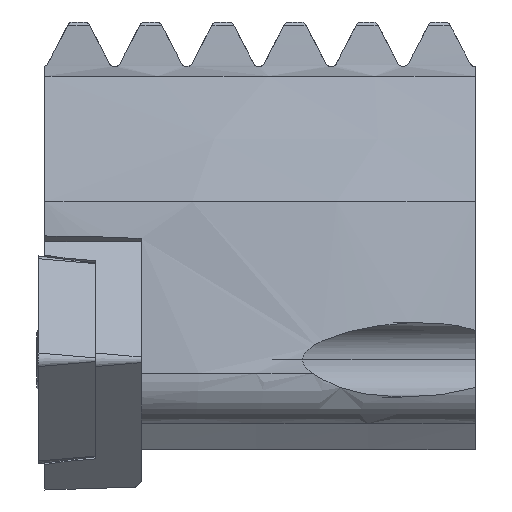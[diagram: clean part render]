
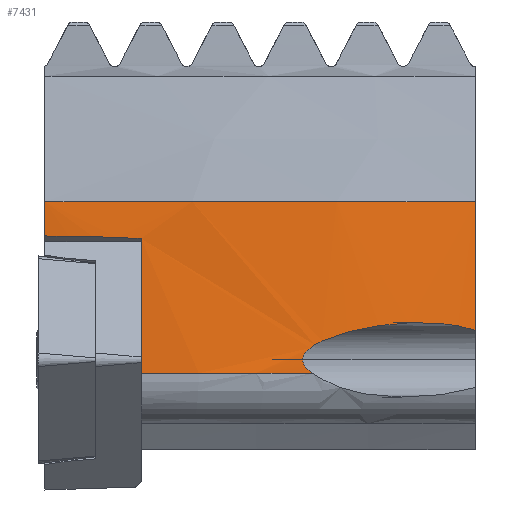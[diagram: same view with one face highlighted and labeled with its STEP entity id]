
A CAD part, left-side view. The second image highlights one B-rep face of the part: STEP entity #7431.
In plain terms, the highlighted cylindrical face has radius 88.1 mm (diameter 176.2 mm), a partial arc.
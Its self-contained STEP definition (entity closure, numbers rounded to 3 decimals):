
#3293=EDGE_CURVE('NONE',#3435,#4889,#8582,.F.);
#3425=VERTEX_POINT('NONE',#8725);
#3435=VERTEX_POINT('NONE',#8735);
#3655=VERTEX_POINT('NONE',#8968);
#4089=VERTEX_POINT('NONE',#9440);
#4667=VERTEX_POINT('NONE',#10072);
#4889=VERTEX_POINT('NONE',#10319);
#4955=EDGE_CURVE('NONE',#3655,#4089,#10392,.F.);
#5305=EDGE_CURVE('NONE',#3425,#4667,#10777,.F.);
#5683=EDGE_CURVE('NONE',#4667,#6937,#11198,.F.);
#5919=EDGE_CURVE('NONE',#3655,#4889,#11462,.F.);
#6013=VERTEX_POINT('NONE',#11568);
#6041=EDGE_CURVE('NONE',#4089,#6937,#11598,.T.);
#6167=EDGE_CURVE('NONE',#6013,#3425,#11735,.F.);
#6937=VERTEX_POINT('NONE',#12566);
#7431=ADVANCED_FACE('NONE',(#13121),#13122,.T.);
#7555=EDGE_CURVE('NONE',#3435,#6013,#13262,.T.);
#8582=CIRCLE('',#15825,88.1);
#8725=CARTESIAN_POINT('',(-3.1,-21.644,0.));
#8735=CARTESIAN_POINT('',(1.891,-36.0,13.15));
#8968=CARTESIAN_POINT('',(-5.8,-0.2,10.3));
#9440=CARTESIAN_POINT('',(-5.418,-8.2,10.079));
#10072=CARTESIAN_POINT('',(-2.893,-22.443,-1.113));
#10319=CARTESIAN_POINT('',(-5.8,-0.2,13.15));
#10392=ELLIPSE('',#22070,101.729,88.1);
#10777=B_SPLINE_CURVE_WITH_KNOTS('',3,(#23538,#23539,#23540,#23541,#23542,#23543,#23544,#23545,#23546,#23547,#23548,#23549,#23550,#23551,#23552,#23553,#23554,#23555,#23556,#23557,#23558,#23559),.UNSPECIFIED.,.F.,.F.,(4,2,2,2,2,2,2,2,2,2,4),(0.0,1.404,2.106,2.808,3.313,3.565,3.818,4.071,4.323,4.828,5.53),.UNSPECIFIED.);
#11198=CIRCLE('',#25102,88.1);
#11462=LINE('',#25923,#25924);
#11568=CARTESIAN_POINT('',(1.891,-36.0,2.456));
#11598=LINE('',#26346,#26347);
#11735=B_SPLINE_CURVE_WITH_KNOTS('',3,(#26831,#26832,#26833,#26834,#26835,#26836,#26837,#26838,#26839,#26840,#26841,#26842,#26843,#26844,#26845,#26846,#26847,#26848,#26849,#26850,#26851,#26852,#26853,#26854,#26855,#26856,#26857,#26858,#26859,#26860,#26861,#26862,#26863,#26864,#26865,#26866),.UNSPECIFIED.,.F.,.F.,(4,2,2,2,2,2,2,2,2,2,2,2,2,2,2,2,2,4),(16.566,17.311,18.055,18.395,18.735,19.074,19.414,20.159,20.903,21.789,22.676,24.448,27.993,30.362,32.731,33.916,35.1,36.285),.UNSPECIFIED.);
#12566=CARTESIAN_POINT('',(-5.418,-8.2,-1.113));
#13121=FACE_OUTER_BOUND('',#31790,.T.);
#13122=CYLINDRICAL_SURFACE('',#31791,88.1);
#13262=LINE('',#32413,#32414);
#15825=AXIS2_PLACEMENT_3D('',#34146,#34147,#34148);
#22070=AXIS2_PLACEMENT_3D('',#35850,#35851,#35852);
#23538=CARTESIAN_POINT('',(-2.265,-24.706,-2.117));
#23539=CARTESIAN_POINT('',(-2.39,-24.276,-1.982));
#23540=CARTESIAN_POINT('',(-2.523,-23.808,-1.816));
#23541=CARTESIAN_POINT('',(-2.709,-23.135,-1.513));
#23542=CARTESIAN_POINT('',(-2.768,-22.915,-1.402));
#23543=CARTESIAN_POINT('',(-2.879,-22.501,-1.158));
#23544=CARTESIAN_POINT('',(-2.93,-22.306,-1.026));
#23545=CARTESIAN_POINT('',(-3.007,-22.01,-0.764));
#23546=CARTESIAN_POINT('',(-3.039,-21.884,-0.632));
#23547=CARTESIAN_POINT('',(-3.074,-21.747,-0.409));
#23548=CARTESIAN_POINT('',(-3.083,-21.709,-0.33));
#23549=CARTESIAN_POINT('',(-3.097,-21.657,-0.168));
#23550=CARTESIAN_POINT('',(-3.1,-21.644,-0.084));
#23551=CARTESIAN_POINT('',(-3.1,-21.644,0.084));
#23552=CARTESIAN_POINT('',(-3.097,-21.657,0.168));
#23553=CARTESIAN_POINT('',(-3.083,-21.709,0.33));
#23554=CARTESIAN_POINT('',(-3.074,-21.747,0.409));
#23555=CARTESIAN_POINT('',(-3.039,-21.884,0.632));
#23556=CARTESIAN_POINT('',(-3.007,-22.01,0.764));
#23557=CARTESIAN_POINT('',(-2.93,-22.306,1.026));
#23558=CARTESIAN_POINT('',(-2.879,-22.501,1.158));
#23559=CARTESIAN_POINT('',(-2.823,-22.708,1.28));
#25102=AXIS2_PLACEMENT_3D('',#36648,#36649,#36650);
#25923=CARTESIAN_POINT('',(-5.8,-0.2,-3.03));
#25924=VECTOR('',#36956,1.0);
#26346=CARTESIAN_POINT('',(-5.418,-8.2,-3.03));
#26347=VECTOR('',#37079,1.0);
#26831=CARTESIAN_POINT('',(-2.703,-23.155,-1.518));
#26832=CARTESIAN_POINT('',(-2.762,-22.938,-1.413));
#26833=CARTESIAN_POINT('',(-2.824,-22.704,-1.287));
#26834=CARTESIAN_POINT('',(-2.94,-22.266,-0.995));
#26835=CARTESIAN_POINT('',(-2.993,-22.062,-0.83));
#26836=CARTESIAN_POINT('',(-3.051,-21.835,-0.554));
#26837=CARTESIAN_POINT('',(-3.069,-21.766,-0.452));
#26838=CARTESIAN_POINT('',(-3.093,-21.67,-0.232));
#26839=CARTESIAN_POINT('',(-3.1,-21.644,-0.113));
#26840=CARTESIAN_POINT('',(-3.1,-21.644,0.113));
#26841=CARTESIAN_POINT('',(-3.093,-21.67,0.232));
#26842=CARTESIAN_POINT('',(-3.069,-21.766,0.452));
#26843=CARTESIAN_POINT('',(-3.051,-21.835,0.554));
#26844=CARTESIAN_POINT('',(-2.993,-22.062,0.83));
#26845=CARTESIAN_POINT('',(-2.94,-22.266,0.995));
#26846=CARTESIAN_POINT('',(-2.824,-22.704,1.287));
#26847=CARTESIAN_POINT('',(-2.762,-22.938,1.413));
#26848=CARTESIAN_POINT('',(-2.632,-23.413,1.644));
#26849=CARTESIAN_POINT('',(-2.558,-23.682,1.756));
#26850=CARTESIAN_POINT('',(-2.402,-24.234,1.964));
#26851=CARTESIAN_POINT('',(-2.32,-24.518,2.059));
#26852=CARTESIAN_POINT('',(-2.066,-25.384,2.324));
#26853=CARTESIAN_POINT('',(-1.884,-25.981,2.472));
#26854=CARTESIAN_POINT('',(-1.313,-27.787,2.845));
#26855=CARTESIAN_POINT('',(-0.896,-29.006,2.996));
#26856=CARTESIAN_POINT('',(-0.224,-30.856,3.104));
#26857=CARTESIAN_POINT('',(0.067,-31.624,3.114));
#26858=CARTESIAN_POINT('',(0.67,-33.149,3.042));
#26859=CARTESIAN_POINT('',(0.982,-33.906,2.96));
#26860=CARTESIAN_POINT('',(1.445,-34.988,2.748));
#26861=CARTESIAN_POINT('',(1.597,-35.337,2.663));
#26862=CARTESIAN_POINT('',(1.895,-36.01,2.46));
#26863=CARTESIAN_POINT('',(2.04,-36.334,2.342));
#26864=CARTESIAN_POINT('',(2.323,-36.951,2.063));
#26865=CARTESIAN_POINT('',(2.458,-37.243,1.903));
#26866=CARTESIAN_POINT('',(2.587,-37.516,1.708));
#31790=EDGE_LOOP('',(#38562,#38563,#38564,#38565,#38566,#38567,#38568,#38569));
#31791=AXIS2_PLACEMENT_3D('',#38570,#38571,#38572);
#32413=CARTESIAN_POINT('',(1.891,-36.0,-3.03));
#32414=VECTOR('',#38734,1.0);
#34146=CARTESIAN_POINT('',(82.3,0.,13.15));
#34147=DIRECTION('',(0.,0.,1.0));
#34148=DIRECTION('',(0.,1.0,0.));
#35850=CARTESIAN_POINT('',(82.3,0.,-40.564));
#35851=DIRECTION('',(-0.5,0.,-0.866));
#35852=DIRECTION('',(-0.866,0.,0.5));
#36648=CARTESIAN_POINT('',(82.3,0.,-1.113));
#36649=DIRECTION('',(0.,0.,1.0));
#36650=DIRECTION('',(0.,1.0,0.));
#36956=DIRECTION('',(0.,0.,-1.0));
#37079=DIRECTION('',(0.,0.,-1.0));
#38562=ORIENTED_EDGE('',*,*,#7555,.F.);
#38563=ORIENTED_EDGE('',*,*,#3293,.T.);
#38564=ORIENTED_EDGE('',*,*,#5919,.F.);
#38565=ORIENTED_EDGE('',*,*,#4955,.T.);
#38566=ORIENTED_EDGE('',*,*,#6041,.T.);
#38567=ORIENTED_EDGE('',*,*,#5683,.F.);
#38568=ORIENTED_EDGE('',*,*,#5305,.F.);
#38569=ORIENTED_EDGE('',*,*,#6167,.F.);
#38570=CARTESIAN_POINT('',(82.3,0.,-3.03));
#38571=DIRECTION('',(0.,0.,-1.0));
#38572=DIRECTION('',(0.,1.0,0.));
#38734=DIRECTION('',(0.,0.,-1.0));
